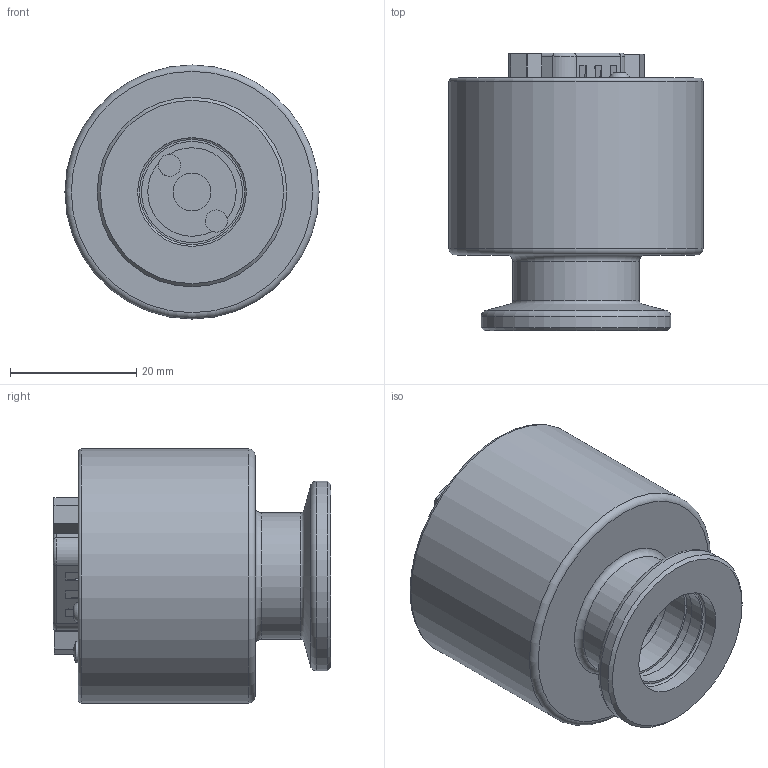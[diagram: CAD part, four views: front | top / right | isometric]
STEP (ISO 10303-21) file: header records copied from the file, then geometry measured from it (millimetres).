
FILE_DESCRIPTION(/* description */ (''),/* implementation_level */ '2;1');
FILE_NAME(/* name */ 'ASSY-M-TRD-PP-DE15-SLD-REV2_Component132 v2.step',/* time_stamp */ '2020-10-30T14:13:36+01:00',/* author */ (''),/* organization */ (''),/* preprocessor_version */ 'ST-DEVELOPER v18.1',/* originating_system */ 'Autodesk Translation Framework v9.3.0.1241',/* authorisation */ '');
FILE_SCHEMA (('AUTOMOTIVE_DESIGN { 1 0 10303 214 3 1 1 }'));
Length unit declared in the file: millimetre
Products named in the file (1): ASSY-M-TRD-PP-DE15-SLD-REV2_Component132
Bounding box: 40.2 x 43.95 x 40.2 mm (x, y, z)
Volume: 37483.4 mm3; surface area: 9988.8 mm2
Topology: 1 solids, 12 shells, 545 faces, 1324 edges, 834 vertices
Faces by surface type: plane 293, cylinder 177, torus 30, bspline 25, cone 17, sphere 3
Full cylindrical faces by diameter (mm): 1.5 x1, 1.623 x8, 2 x2, 2.2 x2, 2.845 x1, 3 x1, 3.1 x4, 3.302 x1, 3.5 x2, 3.547 x2, 4 x2, 4.1 x2, 4.6 x2, 5.3 x2, 5.7 x2, 6 x1, 16 x3, 16.8 x2, 17.2 x1, 20 x1, 30 x1, 40.2 x1
Entity records: 18549 total; most frequent: CARTESIAN_POINT 5675, DIRECTION 2677, ORIENTED_EDGE 2644, EDGE_CURVE 1322, AXIS2_PLACEMENT_3D 956, VERTEX_POINT 834, LINE 765, VECTOR 765
